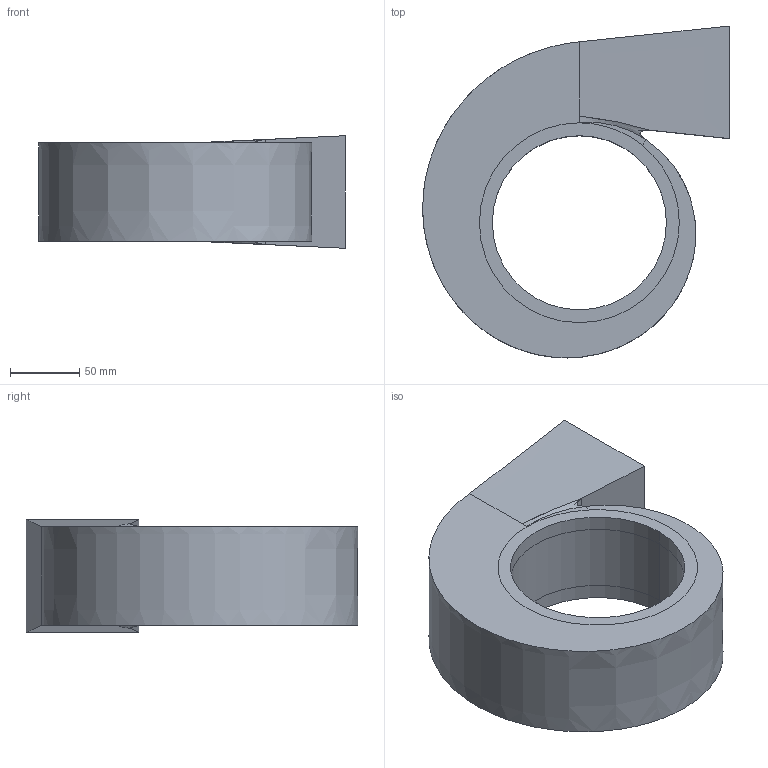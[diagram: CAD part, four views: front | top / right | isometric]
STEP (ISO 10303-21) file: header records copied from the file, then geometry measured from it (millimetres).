
FILE_DESCRIPTION(('Open CASCADE Model'),'2;1');
FILE_NAME('Open CASCADE Shape Model','2022-04-15T16:13:19',('Author'),( 'Open CASCADE'),'Open CASCADE STEP processor 7.4','Open CASCADE 7.4' ,'Unknown');
FILE_SCHEMA(('AUTOMOTIVE_DESIGN { 1 0 10303 214 1 1 1 1 }'));
Length unit declared in the file: millimetre
Products named in the file (1): [Volute_1]
Bounding box: 220.85 x 239.04 x 81.11 mm (x, y, z)
Volume: 1915795.7 mm3; surface area: 141715.7 mm2
Topology: 1 solids, 1 shells, 21 faces, 47 edges, 28 vertices
Faces by surface type: bspline 12, cylinder 6, plane 3
Entity records: 4014 total; most frequent: CARTESIAN_POINT 3631, ORIENTED_EDGE 94, DIRECTION 51, EDGE_CURVE 47, VERTEX_POINT 28, AXIS2_PLACEMENT_3D 24, B_SPLINE_CURVE_WITH_KNOTS 24, FACE_BOUND 23
